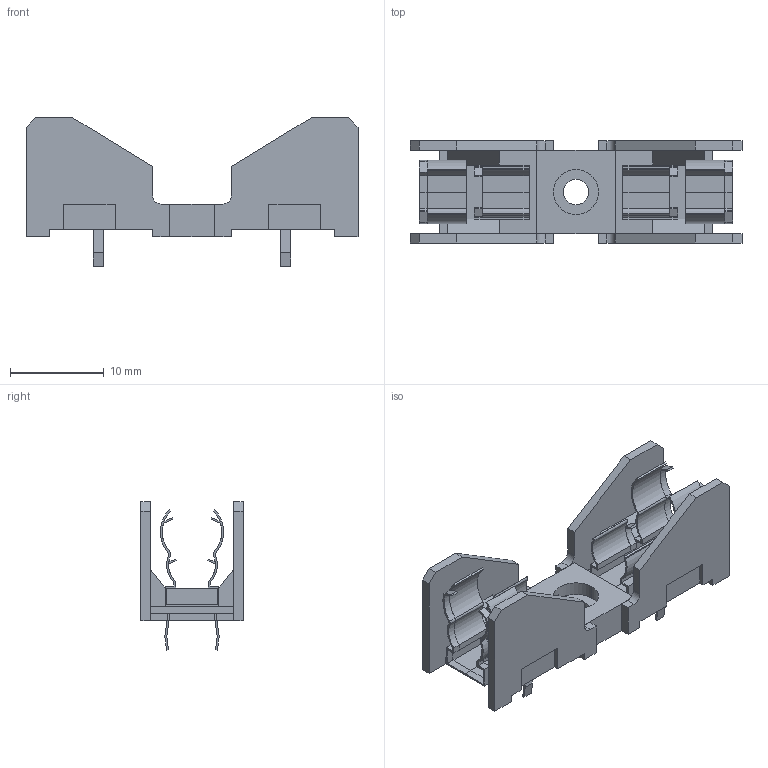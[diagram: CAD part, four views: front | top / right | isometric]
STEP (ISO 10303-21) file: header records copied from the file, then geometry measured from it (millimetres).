
FILE_DESCRIPTION((''),'2;1');
FILE_NAME('FUSH_SCHURTER_0031.8231.stp','2012-08-21T14:42:53',(''),(''),'Mechanical Desktop 2011','Mechanical Desktop 2011',', , ');
FILE_SCHEMA(('AUTOMOTIVE_DESIGN { 1 2 10303 214 1 1 1 1 }'));
Length unit declared in the file: millimetre
Products named in the file (1): Product
Bounding box: 35.4 x 10.9 x 15.83 mm (x, y, z)
Volume: 1117.5 mm3; surface area: 3521.7 mm2
Topology: 31 solids, 31 shells, 431 faces, 1104 edges, 736 vertices
Faces by surface type: bspline 210, plane 179, cylinder 42
Entity records: 13458 total; most frequent: CARTESIAN_POINT 3434, ORIENTED_EDGE 2208, DIRECTION 1708, EDGE_CURVE 1104, VECTOR 944, LINE 944, VERTEX_POINT 736, EDGE_LOOP 434
